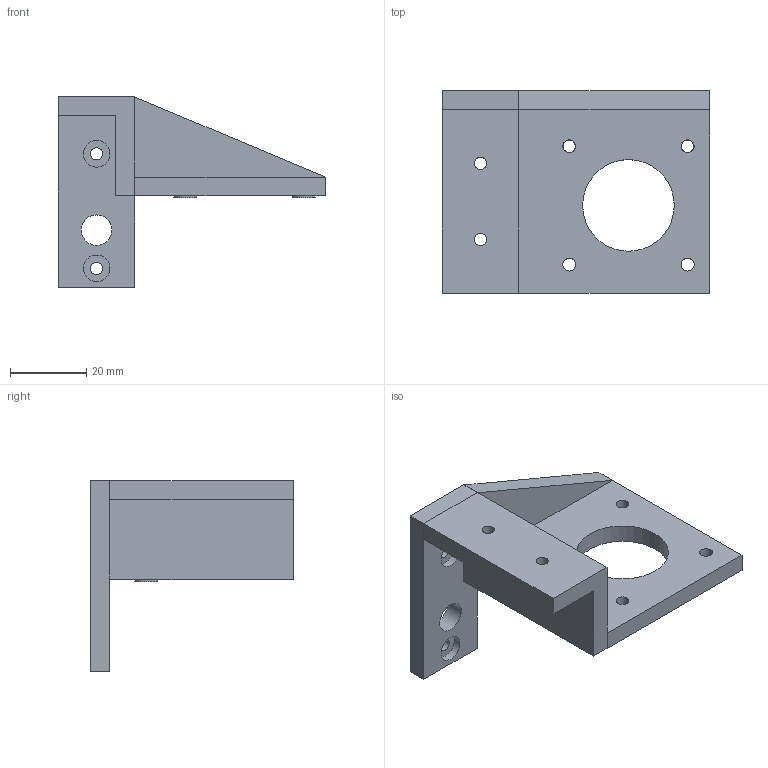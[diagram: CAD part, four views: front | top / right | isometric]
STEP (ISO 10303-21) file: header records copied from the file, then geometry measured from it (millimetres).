
FILE_DESCRIPTION(('FreeCAD Model'),'2;1');
FILE_NAME('Open CASCADE Shape Model','2023-09-17T23:07:57',(''),(''), 'Open CASCADE STEP processor 7.6','FreeCAD','Unknown');
FILE_SCHEMA(('AUTOMOTIVE_DESIGN { 1 0 10303 214 1 1 1 1 }'));
Length unit declared in the file: millimetre
Products named in the file (1): motor_mount_A
Bounding box: 69.97 x 53 x 50 mm (x, y, z)
Volume: 27403.6 mm3; surface area: 13757.1 mm2
Topology: 1 solids, 1 shells, 48 faces, 103 edges, 65 vertices
Faces by surface type: plane 30, cylinder 18
Full cylindrical faces by diameter (mm): 3.2 x6, 3.4 x4, 6 x2, 7 x4, 8 x1, 24 x1
Entity records: 2783 total; most frequent: CARTESIAN_POINT 597, DIRECTION 414, LINE 237, VECTOR 237, ORIENTED_EDGE 206, PCURVE 206, DEFINITIONAL_REPRESENTATION 206, EDGE_CURVE 103
